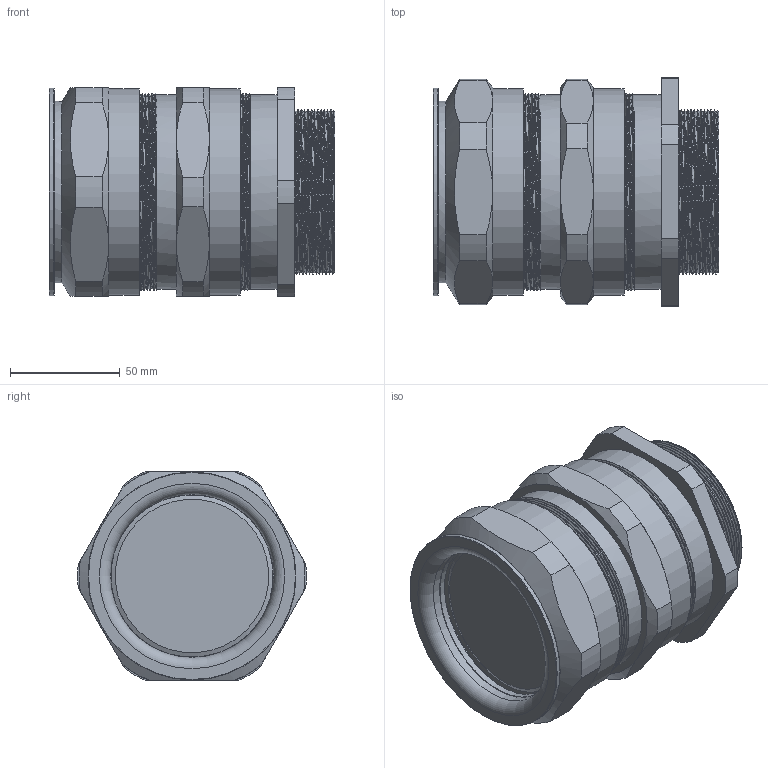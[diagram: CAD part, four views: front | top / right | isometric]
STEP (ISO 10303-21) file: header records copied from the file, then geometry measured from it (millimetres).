
FILE_DESCRIPTION(/* description */ ('ADE-4F M75x1,5'),/* implementation_level */ '2;1');
FILE_NAME(/* name */ '00847304V1-RST.stp',/* time_stamp */ '2020-03-17T10:43:12+01:00',/* author */ ('sl'),/* organization */ (''),/* preprocessor_version */ 'ST-DEVELOPER v16.5',/* originating_system */ 'Autodesk Inventor 2017',/* authorisation */ '');
FILE_SCHEMA (('AUTOMOTIVE_DESIGN { 1 0 10303 214 3 1 1 }'));
Length unit declared in the file: millimetre
Products named in the file (9): 00847304V1; 00847304V1_1; 00847304V1_2; 00847304V1_3; 00847304V1_4; 00847304V1_5; 00847304V1_6; 00847304V1_7; 00847304V1_8
Assembly tree (8 placements, depth 2):
  00847304V1
    00847304V1_1
    00847304V1_2
    00847304V1_3
    00847304V1_4
    00847304V1_5
    00847304V1_6
    00847304V1_7
    00847304V1_8
Bounding box: 130.05 x 104.09 x 95 mm (x, y, z)
Volume: 313536.2 mm3; surface area: 195029.3 mm2
Topology: 10 solids, 10 shells, 247 faces, 552 edges, 351 vertices
Faces by surface type: cylinder 113, plane 69, cone 35, torus 20, bspline 10
Full cylindrical faces by diameter (mm): 64.45 x1, 64.46 x1, 65.06 x1, 65.085 x1, 65.66 x1, 68 x1, 69.47 x1, 70.17 x1, 70.7 x1, 73.82 x1, 74 x1, 74.16 x1, 74.34 x1, 74.76 x1, 74.9 x1, 75.4 x1, 77.17 x2, 77.62 x1, 79.07 x1, 79.19 x1, 80.94 x1, 81.77 x1, 82.5 x1, 83 x1, 83.33 x1, 83.51 x1, 83.64 x1, 83.85 x1, 87.3 x1, 87.4 x2
Entity records: 16551 total; most frequent: CARTESIAN_POINT 12501, DIRECTION 834, ORIENTED_EDGE 646, AXIS2_PLACEMENT_3D 393, EDGE_CURVE 321, EDGE_LOOP 318, VERTEX_POINT 245, FACE_OUTER_BOUND 199
